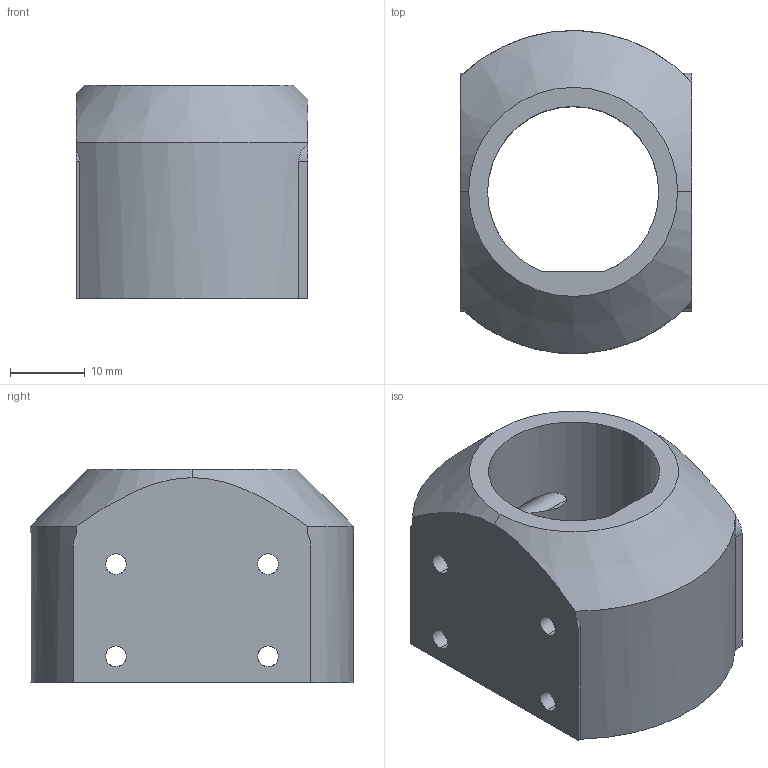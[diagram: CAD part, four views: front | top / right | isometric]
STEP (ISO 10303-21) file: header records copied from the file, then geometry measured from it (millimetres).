
FILE_DESCRIPTION (( 'STEP AP203' ), '1' );
FILE_NAME ('J5 Clevis Center.STEP', '2016-07-29T00:23:21', ( '' ), ( '' ), 'SwSTEP 2.0', 'SolidWorks 2015', '' );
FILE_SCHEMA (( 'CONFIG_CONTROL_DESIGN' ));
Length unit declared in the file: inch
Products named in the file (1): J5 Clevis Center
Bounding box: 30.99 x 43.17 x 28.57 mm (x, y, z)
Volume: 20290.6 mm3; surface area: 7486.8 mm2
Topology: 1 solids, 1 shells, 32 faces, 102 edges, 68 vertices
Faces by surface type: cylinder 20, plane 10, cone 2
Entity records: 1655 total; most frequent: CARTESIAN_POINT 653, ORIENTED_EDGE 204, DIRECTION 176, EDGE_CURVE 102, VERTEX_POINT 68, AXIS2_PLACEMENT_3D 65, VECTOR 46, LINE 46
